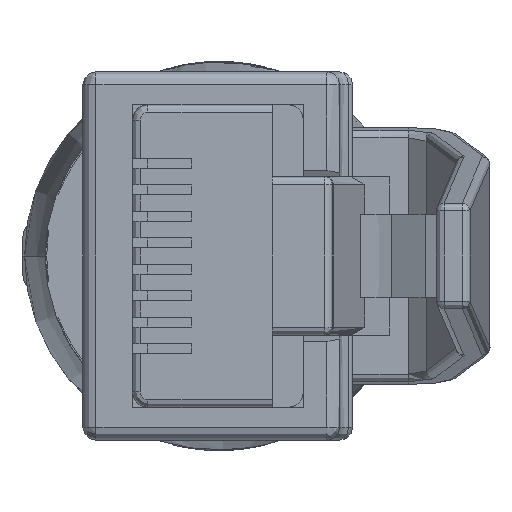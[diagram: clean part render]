
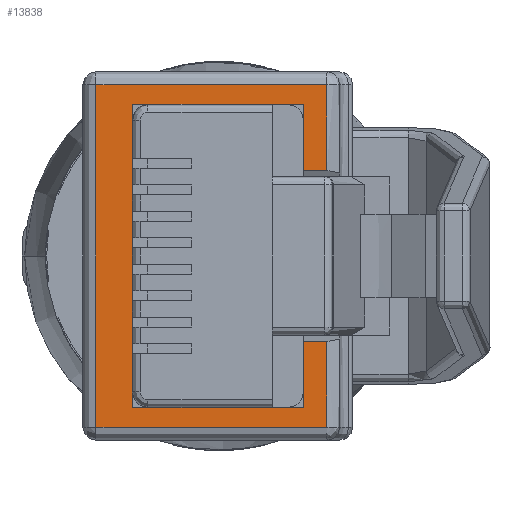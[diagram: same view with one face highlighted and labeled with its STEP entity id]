
A CAD part, front view. The second image highlights one B-rep face of the part: STEP entity #13838.
In plain terms, the highlighted planar face has unit normal (0, -1, 0).
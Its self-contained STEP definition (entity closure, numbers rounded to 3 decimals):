
#659=DIRECTION('',(-1.,0.,0.));
#660=VECTOR('',#659,8.9);
#661=CARTESIAN_POINT('',(4.151,-114.7,6.6));
#662=LINE('',#661,#660);
#667=DIRECTION('',(0.,0.,-1.));
#668=VECTOR('',#667,10.48);
#669=CARTESIAN_POINT('',(-3.349,-114.7,5.24));
#670=LINE('',#669,#668);
#671=DIRECTION('',(1.,0.,0.));
#672=VECTOR('',#671,0.9);
#673=CARTESIAN_POINT('',(3.251,-114.7,-3.3));
#674=LINE('',#673,#672);
#675=DIRECTION('',(-1.,0.,0.));
#676=VECTOR('',#675,5.4);
#677=CARTESIAN_POINT('',(2.651,-114.7,5.84));
#678=LINE('',#677,#676);
#751=DIRECTION('',(0.,0.,1.));
#752=VECTOR('',#751,0.6);
#753=CARTESIAN_POINT('',(-3.349,-114.7,5.24));
#754=LINE('',#753,#752);
#759=DIRECTION('',(0.,0.,1.));
#760=VECTOR('',#759,0.6);
#761=CARTESIAN_POINT('',(-3.349,-114.7,-5.84));
#762=LINE('',#761,#760);
#763=DIRECTION('',(1.,0.,0.));
#764=VECTOR('',#763,0.6);
#765=CARTESIAN_POINT('',(2.651,-114.7,5.84));
#766=LINE('',#765,#764);
#771=DIRECTION('',(1.,0.,0.));
#772=VECTOR('',#771,0.6);
#773=CARTESIAN_POINT('',(-3.349,-114.7,5.84));
#774=LINE('',#773,#772);
#851=DIRECTION('',(0.,0.,-1.));
#852=VECTOR('',#851,0.6);
#853=CARTESIAN_POINT('',(3.251,-114.7,-5.24));
#854=LINE('',#853,#852);
#859=DIRECTION('',(0.,0.,-1.));
#860=VECTOR('',#859,0.6);
#861=CARTESIAN_POINT('',(3.251,-114.7,5.84));
#862=LINE('',#861,#860);
#863=DIRECTION('',(1.,0.,0.));
#864=VECTOR('',#863,0.9);
#865=CARTESIAN_POINT('',(3.251,-114.7,3.3));
#866=LINE('',#865,#864);
#871=DIRECTION('',(0.,0.,-1.));
#872=VECTOR('',#871,1.94);
#873=CARTESIAN_POINT('',(3.251,-114.7,-3.3));
#874=LINE('',#873,#872);
#887=DIRECTION('',(0.,0.,-1.));
#888=VECTOR('',#887,1.94);
#889=CARTESIAN_POINT('',(3.251,-114.7,5.24));
#890=LINE('',#889,#888);
#915=DIRECTION('',(-1.,0.,0.));
#916=VECTOR('',#915,0.6);
#917=CARTESIAN_POINT('',(-2.749,-114.7,-5.84));
#918=LINE('',#917,#916);
#923=DIRECTION('',(-1.,0.,0.));
#924=VECTOR('',#923,0.6);
#925=CARTESIAN_POINT('',(3.251,-114.7,-5.84));
#926=LINE('',#925,#924);
#2373=DIRECTION('',(0.,0.,1.));
#2374=VECTOR('',#2373,3.3);
#2375=CARTESIAN_POINT('',(4.151,-114.7,-6.6));
#2376=LINE('',#2375,#2374);
#2409=DIRECTION('',(1.,0.,0.));
#2410=VECTOR('',#2409,8.9);
#2411=CARTESIAN_POINT('',(-4.749,-114.7,-6.6));
#2412=LINE('',#2411,#2410);
#2459=DIRECTION('',(0.,0.,-1.));
#2460=VECTOR('',#2459,13.2);
#2461=CARTESIAN_POINT('',(-4.749,-114.7,6.6));
#2462=LINE('',#2461,#2460);
#2473=DIRECTION('',(0.,0.,1.));
#2474=VECTOR('',#2473,3.3);
#2475=CARTESIAN_POINT('',(4.151,-114.7,3.3));
#2476=LINE('',#2475,#2474);
#2828=DIRECTION('',(-1.,0.,0.));
#2829=VECTOR('',#2828,5.4);
#2830=CARTESIAN_POINT('',(2.651,-114.7,-5.84));
#2831=LINE('',#2830,#2829);
#12250=CARTESIAN_POINT('',(-4.749,-114.7,6.6));
#12251=VERTEX_POINT('',#12250);
#12252=CARTESIAN_POINT('',(4.151,-114.7,6.6));
#12253=VERTEX_POINT('',#12252);
#12256=CARTESIAN_POINT('',(-3.349,-114.7,
5.24));
#12257=CARTESIAN_POINT('',(-3.349,-114.7,
-5.24));
#12258=VERTEX_POINT('',#12256);
#12259=VERTEX_POINT('',#12257);
#12260=CARTESIAN_POINT('',(-3.349,-114.7,-5.84));
#12261=VERTEX_POINT('',#12260);
#12262=CARTESIAN_POINT('',(-2.749,-114.7,-5.84));
#12263=VERTEX_POINT('',#12262);
#12264=CARTESIAN_POINT('',(2.651,-114.7,-5.84));
#12265=VERTEX_POINT('',#12264);
#12266=CARTESIAN_POINT('',(3.251,-114.7,-5.84));
#12267=VERTEX_POINT('',#12266);
#12268=CARTESIAN_POINT('',(3.251,-114.7,-5.24));
#12269=VERTEX_POINT('',#12268);
#12270=CARTESIAN_POINT('',(3.251,-114.7,-3.3));
#12271=VERTEX_POINT('',#12270);
#12272=CARTESIAN_POINT('',(4.151,-114.7,-3.3));
#12273=VERTEX_POINT('',#12272);
#12274=CARTESIAN_POINT('',(4.151,-114.7,-6.6));
#12275=VERTEX_POINT('',#12274);
#12276=CARTESIAN_POINT('',(-4.749,-114.7,-6.6));
#12277=VERTEX_POINT('',#12276);
#12278=CARTESIAN_POINT('',(4.151,-114.7,3.3));
#12279=VERTEX_POINT('',#12278);
#12280=CARTESIAN_POINT('',(3.251,-114.7,3.3));
#12281=VERTEX_POINT('',#12280);
#12282=CARTESIAN_POINT('',(3.251,-114.7,5.24));
#12283=VERTEX_POINT('',#12282);
#12284=CARTESIAN_POINT('',(3.251,-114.7,5.84));
#12285=VERTEX_POINT('',#12284);
#12286=CARTESIAN_POINT('',(2.651,-114.7,5.84));
#12287=VERTEX_POINT('',#12286);
#12288=CARTESIAN_POINT('',(-2.749,-114.7,5.84));
#12289=VERTEX_POINT('',#12288);
#12290=CARTESIAN_POINT('',(-3.349,-114.7,5.84));
#12291=VERTEX_POINT('',#12290);
#13792=CARTESIAN_POINT('',(4.701,-114.7,0.));
#13793=DIRECTION('',(0.,-1.,0.));
#13794=DIRECTION('',(0.,0.,-1.));
#13795=AXIS2_PLACEMENT_3D('',#13792,#13793,#13794);
#13796=PLANE('',#13795);
#13798=ORIENTED_EDGE('',*,*,#13797,.T.);
#13800=ORIENTED_EDGE('',*,*,#13799,.F.);
#13802=ORIENTED_EDGE('',*,*,#13801,.F.);
#13804=ORIENTED_EDGE('',*,*,#13803,.F.);
#13806=ORIENTED_EDGE('',*,*,#13805,.F.);
#13808=ORIENTED_EDGE('',*,*,#13807,.F.);
#13810=ORIENTED_EDGE('',*,*,#13809,.F.);
#13812=ORIENTED_EDGE('',*,*,#13811,.T.);
#13814=ORIENTED_EDGE('',*,*,#13813,.F.);
#13816=ORIENTED_EDGE('',*,*,#13815,.F.);
#13818=ORIENTED_EDGE('',*,*,#13817,.F.);
#13819=ORIENTED_EDGE('',*,*,#13782,.F.);
#13821=ORIENTED_EDGE('',*,*,#13820,.F.);
#13823=ORIENTED_EDGE('',*,*,#13822,.F.);
#13825=ORIENTED_EDGE('',*,*,#13824,.F.);
#13827=ORIENTED_EDGE('',*,*,#13826,.F.);
#13829=ORIENTED_EDGE('',*,*,#13828,.F.);
#13831=ORIENTED_EDGE('',*,*,#13830,.T.);
#13833=ORIENTED_EDGE('',*,*,#13832,.F.);
#13835=ORIENTED_EDGE('',*,*,#13834,.F.);
#13836=EDGE_LOOP('',(#13798,#13800,#13802,#13804,#13806,#13808,#13810,#13812,
#13814,#13816,#13818,#13819,#13821,#13823,#13825,#13827,#13829,#13831,#13833,
#13835));
#13837=FACE_OUTER_BOUND('',#13836,.F.);
#13838=ADVANCED_FACE('',(#13837),#13796,.T.);
#13782=EDGE_CURVE('',#12253,#12251,#662,.T.);
#13797=EDGE_CURVE('',#12258,#12259,#670,.T.);
#13799=EDGE_CURVE('',#12261,#12259,#762,.T.);
#13801=EDGE_CURVE('',#12263,#12261,#918,.T.);
#13803=EDGE_CURVE('',#12265,#12263,#2831,.T.);
#13805=EDGE_CURVE('',#12267,#12265,#926,.T.);
#13807=EDGE_CURVE('',#12269,#12267,#854,.T.);
#13809=EDGE_CURVE('',#12271,#12269,#874,.T.);
#13811=EDGE_CURVE('',#12271,#12273,#674,.T.);
#13813=EDGE_CURVE('',#12275,#12273,#2376,.T.);
#13815=EDGE_CURVE('',#12277,#12275,#2412,.T.);
#13817=EDGE_CURVE('',#12251,#12277,#2462,.T.);
#13820=EDGE_CURVE('',#12279,#12253,#2476,.T.);
#13822=EDGE_CURVE('',#12281,#12279,#866,.T.);
#13824=EDGE_CURVE('',#12283,#12281,#890,.T.);
#13826=EDGE_CURVE('',#12285,#12283,#862,.T.);
#13828=EDGE_CURVE('',#12287,#12285,#766,.T.);
#13830=EDGE_CURVE('',#12287,#12289,#678,.T.);
#13832=EDGE_CURVE('',#12291,#12289,#774,.T.);
#13834=EDGE_CURVE('',#12258,#12291,#754,.T.);
